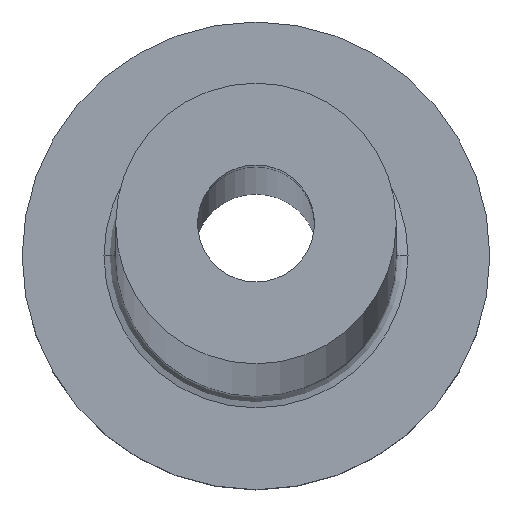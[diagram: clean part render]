
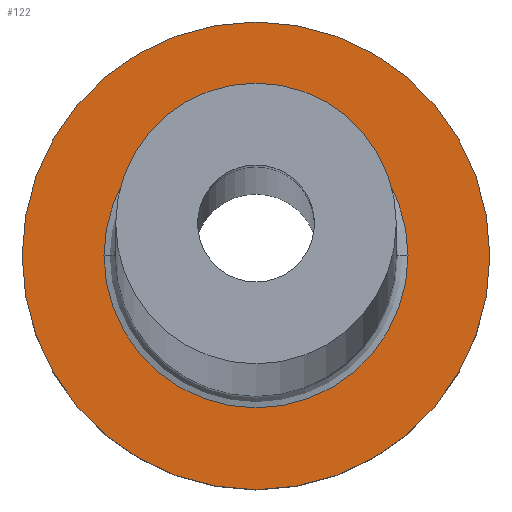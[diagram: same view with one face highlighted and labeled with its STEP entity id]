
A CAD part, top view. The second image highlights one B-rep face of the part: STEP entity #122.
In plain terms, the highlighted planar face has unit normal (0, 0, 1).
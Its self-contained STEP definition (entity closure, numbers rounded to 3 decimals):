
#2 = AXIS2_PLACEMENT_3D ( 'NONE', #54, #77, #235 ) ;
#6 = FACE_OUTER_BOUND ( 'NONE', #22, .T. ) ;
#8 = DIRECTION ( 'NONE',  ( 1., 0., 0. ) ) ;
#22 = EDGE_LOOP ( 'NONE', ( #379, #345 ) ) ;
#25 = CARTESIAN_POINT ( 'NONE',  ( 10., 0., 7. ) ) ;
#32 = EDGE_CURVE ( 'NONE', #325, #154, #363, .T. ) ;
#43 = CARTESIAN_POINT ( 'NONE',  ( 0., 0., 7. ) ) ;
#54 = CARTESIAN_POINT ( 'NONE',  ( 0., 0., 7. ) ) ;
#77 = DIRECTION ( 'NONE',  ( 0., 0., 1. ) ) ;
#96 = EDGE_CURVE ( 'NONE', #221, #390, #283, .T. ) ;
#116 = DIRECTION ( 'NONE',  ( 0., 0., -1. ) ) ;
#122 = ADVANCED_FACE ( 'NONE', ( #359, #6 ), #436, .T. ) ;
#126 = AXIS2_PLACEMENT_3D ( 'NONE', #305, #130, #220 ) ;
#130 = DIRECTION ( 'NONE',  ( 0., 0., 1. ) ) ;
#131 = ORIENTED_EDGE ( 'NONE', *, *, #299, .T. ) ;
#140 = DIRECTION ( 'NONE',  ( 1., 0., 0. ) ) ;
#143 = CARTESIAN_POINT ( 'NONE',  ( -10., 0., 7. ) ) ;
#152 = CARTESIAN_POINT ( 'NONE',  ( 6.5, 0., 7. ) ) ;
#154 = VERTEX_POINT ( 'NONE', #152 ) ;
#168 = AXIS2_PLACEMENT_3D ( 'NONE', #286, #116, #8 ) ;
#182 = DIRECTION ( 'NONE',  ( 0., 0., 1. ) ) ;
#220 = DIRECTION ( 'NONE',  ( 1., 0., 0. ) ) ;
#221 = VERTEX_POINT ( 'NONE', #143 ) ;
#235 = DIRECTION ( 'NONE',  ( 1., 0., 0. ) ) ;
#240 = CARTESIAN_POINT ( 'NONE',  ( 0., 0., 7. ) ) ;
#247 = DIRECTION ( 'NONE',  ( 1., 0., 0. ) ) ;
#256 = EDGE_LOOP ( 'NONE', ( #131, #333 ) ) ;
#279 = AXIS2_PLACEMENT_3D ( 'NONE', #240, #459, #140 ) ;
#283 = CIRCLE ( 'NONE', #339, 10. ) ;
#286 = CARTESIAN_POINT ( 'NONE',  ( 0., 0., 7. ) ) ;
#293 = CIRCLE ( 'NONE', #126, 10. ) ;
#299 = EDGE_CURVE ( 'NONE', #154, #325, #421, .T. ) ;
#305 = CARTESIAN_POINT ( 'NONE',  ( 0., 0., 7. ) ) ;
#325 = VERTEX_POINT ( 'NONE', #391 ) ;
#333 = ORIENTED_EDGE ( 'NONE', *, *, #32, .T. ) ;
#339 = AXIS2_PLACEMENT_3D ( 'NONE', #43, #182, #247 ) ;
#345 = ORIENTED_EDGE ( 'NONE', *, *, #358, .T. ) ;
#358 = EDGE_CURVE ( 'NONE', #390, #221, #293, .T. ) ;
#359 = FACE_BOUND ( 'NONE', #256, .T. ) ;
#363 = CIRCLE ( 'NONE', #168, 6.5 ) ;
#379 = ORIENTED_EDGE ( 'NONE', *, *, #96, .T. ) ;
#390 = VERTEX_POINT ( 'NONE', #25 ) ;
#391 = CARTESIAN_POINT ( 'NONE',  ( -6.5, 0., 7. ) ) ;
#421 = CIRCLE ( 'NONE', #279, 6.5 ) ;
#436 = PLANE ( 'NONE',  #2 ) ;
#459 = DIRECTION ( 'NONE',  ( 0., 0., -1. ) ) ;
